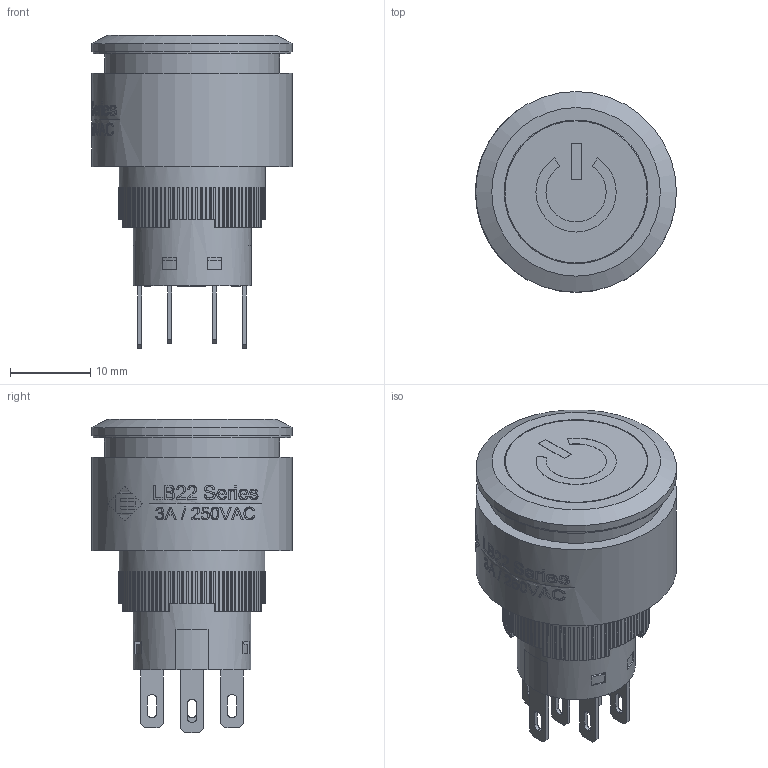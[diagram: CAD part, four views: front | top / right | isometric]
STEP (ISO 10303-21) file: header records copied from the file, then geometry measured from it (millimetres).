
FILE_DESCRIPTION(/* description */ (''),/* implementation_level */ '2;1');
FILE_NAME(/* name */ 'LB22F2Hx65xx.stp',/* time_stamp */ '2022-11-01T16:27:25-05:00',/* author */ ('mwilliams'),/* organization */ (''),/* preprocessor_version */ 'ST-DEVELOPER v18',/* originating_system */ 'Autodesk Inventor 2020',/* authorisation */ '');
FILE_SCHEMA (('AUTOMOTIVE_DESIGN { 1 0 10303 214 3 1 1 }'));
Length unit declared in the file: inch
Products named in the file (1): 100121658_Shrinkwrap_1
Bounding box: 25.01 x 25 x 38.99 mm (x, y, z)
Volume: 6627.4 mm3; surface area: 8616.4 mm2
Topology: 2 solids, 2 shells, 1052 faces, 3003 edges, 2000 vertices
Faces by surface type: plane 757, bspline 185, cylinder 103, torus 4, cone 3
Full cylindrical faces by diameter (mm): 13.3 x1, 13.394 x1, 14.7 x1, 15.3 x1, 16 x1, 16.1 x1, 16.12 x2, 16.2 x2, 16.4 x1, 17.9 x1, 17.905 x1, 18.3 x1, 21.8 x1, 22.1 x1, 24.6 x1, 25 x2
Entity records: 37766 total; most frequent: CARTESIAN_POINT 10871, ORIENTED_EDGE 6006, DIRECTION 4967, EDGE_CURVE 3003, VERTEX_POINT 2000, LINE 1991, VECTOR 1991, AXIS2_PLACEMENT_3D 1488
